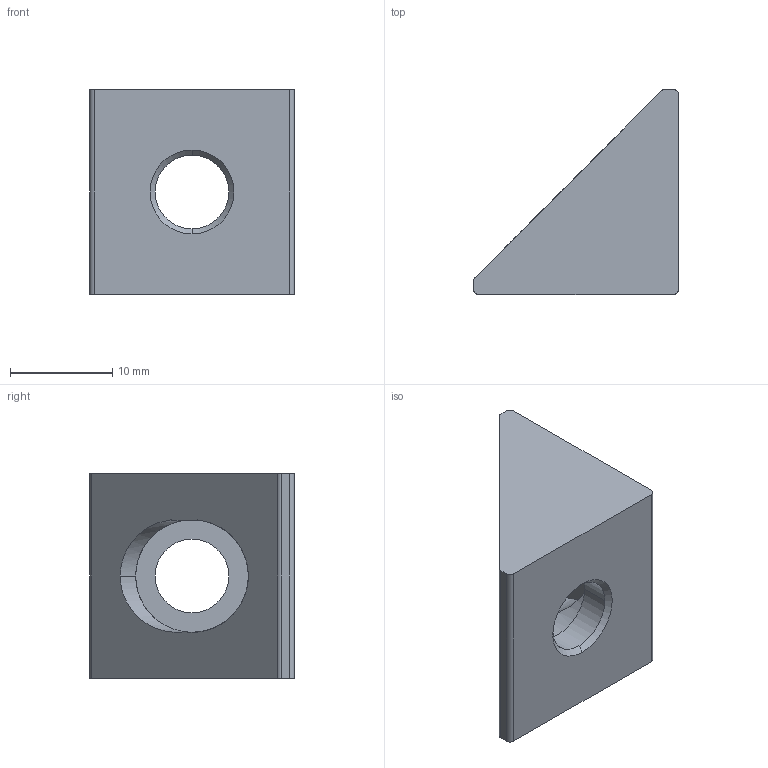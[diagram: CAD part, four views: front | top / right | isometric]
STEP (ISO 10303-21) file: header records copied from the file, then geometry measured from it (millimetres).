
FILE_DESCRIPTION (( 'STEP AP214' ), '1' );
FILE_NAME ('A106 Óãëîâîé àëþìèíèåâûé ñîåäèíèòåëü 20õ20, ïàç 6.STEP', '2021-08-11T11:14:36', ( 'Windows User' ), ( '' ), 'SwSTEP 2.0', 'SolidWorks 2021', '' );
FILE_SCHEMA (( 'AUTOMOTIVE_DESIGN' ));
Length unit declared in the file: millimetre
Products named in the file (1): A106 Óãëîâîé àëþìèíèåâûé ñîåäèíèòåëü 20õ20, ïàç 6
Bounding box: 20 x 20 x 20 mm (x, y, z)
Volume: 3314.2 mm3; surface area: 2107.9 mm2
Topology: 1 solids, 1 shells, 29 faces, 72 edges, 46 vertices
Faces by surface type: cylinder 16, plane 9, cone 4
Entity records: 911 total; most frequent: CARTESIAN_POINT 184, DIRECTION 149, ORIENTED_EDGE 144, EDGE_CURVE 72, AXIS2_PLACEMENT_3D 58, VERTEX_POINT 46, EDGE_LOOP 34, LINE 33
